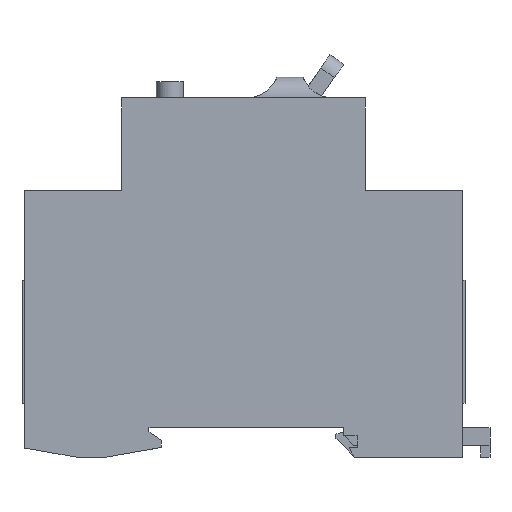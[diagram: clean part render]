
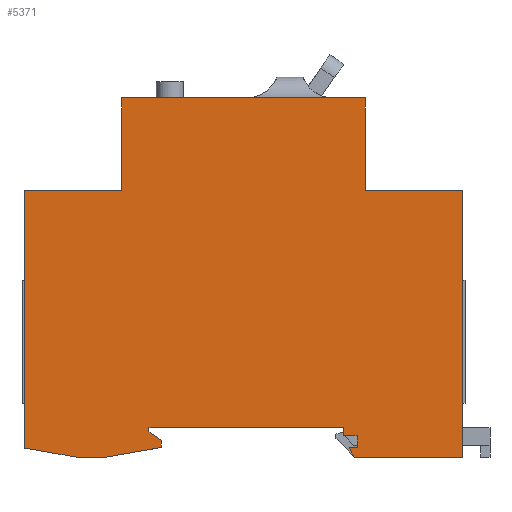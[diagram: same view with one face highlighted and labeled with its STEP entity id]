
A CAD part, left-side view. The second image highlights one B-rep face of the part: STEP entity #5371.
In plain terms, the highlighted planar face has unit normal (-1, 0, 0).
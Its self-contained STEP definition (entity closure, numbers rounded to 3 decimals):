
#62=DIRECTION('',(0.,0.985,-0.173));
#63=VECTOR('',#62,10.56);
#64=CARTESIAN_POINT('',(0.,55.7,1.83));
#65=LINE('',#64,#63);
#70=DIRECTION('',(0.,-1.,0.));
#71=VECTOR('',#70,5.2);
#72=CARTESIAN_POINT('',(0.,71.3,0.));
#73=LINE('',#72,#71);
#77=DIRECTION('',(0.,-0.985,-0.174));
#78=VECTOR('',#77,9.85);
#79=CARTESIAN_POINT('',(0.,81.,1.71));
#80=LINE('',#79,#78);
#84=DIRECTION('',(0.,0.,-1.));
#85=VECTOR('',#84,47.59);
#86=CARTESIAN_POINT('',(0.,81.,49.3));
#87=LINE('',#86,#85);
#91=DIRECTION('',(0.,1.,0.));
#92=VECTOR('',#91,18.);
#93=CARTESIAN_POINT('',(0.,63.,49.3));
#94=LINE('',#93,#92);
#98=DIRECTION('',(0.,0.,-1.));
#99=VECTOR('',#98,17.2);
#100=CARTESIAN_POINT('',(0.,63.,66.5));
#101=LINE('',#100,#99);
#105=DIRECTION('',(0.,1.,0.));
#106=VECTOR('',#105,45.);
#107=CARTESIAN_POINT('',(0.,18.,66.5));
#108=LINE('',#107,#106);
#112=DIRECTION('',(0.,0.,1.));
#113=VECTOR('',#112,17.2);
#114=CARTESIAN_POINT('',(0.,18.,49.3));
#115=LINE('',#114,#113);
#119=DIRECTION('',(0.,1.,0.));
#120=VECTOR('',#119,18.);
#121=CARTESIAN_POINT('',(0.,0.,49.3));
#122=LINE('',#121,#120);
#126=DIRECTION('',(0.,0.,1.));
#127=VECTOR('',#126,49.3);
#128=CARTESIAN_POINT('',(0.,0.,0.));
#129=LINE('',#128,#127);
#133=DIRECTION('',(0.,-1.,0.));
#134=VECTOR('',#133,20.04);
#135=CARTESIAN_POINT('',(0.,20.04,0.));
#136=LINE('',#135,#134);
#140=DIRECTION('',(0.,0.447,0.894));
#141=VECTOR('',#140,2.013);
#142=CARTESIAN_POINT('',(0.,20.04,0.));
#143=LINE('',#142,#141);
#147=DIRECTION('',(0.,-1.,0.));
#148=VECTOR('',#147,1.44);
#149=CARTESIAN_POINT('',(0.,20.94,1.8));
#150=LINE('',#149,#148);
#154=DIRECTION('',(0.,0.,1.));
#155=VECTOR('',#154,2.2);
#156=CARTESIAN_POINT('',(0.,19.5,1.8));
#157=LINE('',#156,#155);
#161=DIRECTION('',(0.,1.,0.));
#162=VECTOR('',#161,2.5);
#163=CARTESIAN_POINT('',(0.,19.5,4.));
#164=LINE('',#163,#162);
#168=DIRECTION('',(0.,0.,1.));
#169=VECTOR('',#168,1.5);
#170=CARTESIAN_POINT('',(0.,22.,4.));
#171=LINE('',#170,#169);
#175=DIRECTION('',(0.,1.,0.));
#176=VECTOR('',#175,36.);
#177=CARTESIAN_POINT('',(0.,22.,5.5));
#178=LINE('',#177,#176);
#182=DIRECTION('',(0.,0.,-1.));
#183=VECTOR('',#182,0.8);
#184=CARTESIAN_POINT('',(0.,58.,5.5));
#185=LINE('',#184,#183);
#189=DIRECTION('',(0.,-0.819,-0.574));
#190=VECTOR('',#189,2.808);
#191=CARTESIAN_POINT('',(0.,58.,4.7));
#192=LINE('',#191,#190);
#196=DIRECTION('',(0.,0.,-1.));
#197=VECTOR('',#196,1.26);
#198=CARTESIAN_POINT('',(0.,55.7,3.09));
#199=LINE('',#198,#197);
#4502=CARTESIAN_POINT('',(0.,81.,49.3));
#4503=CARTESIAN_POINT('',(0.,81.,1.71));
#4504=VERTEX_POINT('',#4502);
#4505=VERTEX_POINT('',#4503);
#4506=CARTESIAN_POINT('',(0.,71.3,0.));
#4507=VERTEX_POINT('',#4506);
#4508=CARTESIAN_POINT('',(0.,0.,0.));
#4509=CARTESIAN_POINT('',(0.,0.,49.3));
#4510=VERTEX_POINT('',#4508);
#4511=VERTEX_POINT('',#4509);
#4512=CARTESIAN_POINT('',(0.,18.,49.3));
#4513=VERTEX_POINT('',#4512);
#4514=CARTESIAN_POINT('',(0.,18.,66.5));
#4515=VERTEX_POINT('',#4514);
#4516=CARTESIAN_POINT('',(0.,63.,66.5));
#4517=VERTEX_POINT('',#4516);
#4518=CARTESIAN_POINT('',(0.,63.,49.3));
#4519=VERTEX_POINT('',#4518);
#4538=CARTESIAN_POINT('',(0.,55.7,1.83));
#4539=CARTESIAN_POINT('',(0.,66.1,0.));
#4540=VERTEX_POINT('',#4538);
#4541=VERTEX_POINT('',#4539);
#4542=CARTESIAN_POINT('',(0.,22.,5.5));
#4543=CARTESIAN_POINT('',(0.,58.,5.5));
#4544=VERTEX_POINT('',#4542);
#4545=VERTEX_POINT('',#4543);
#4546=CARTESIAN_POINT('',(0.,58.,4.7));
#4547=VERTEX_POINT('',#4546);
#4548=CARTESIAN_POINT('',(0.,55.7,3.09));
#4549=VERTEX_POINT('',#4548);
#4562=CARTESIAN_POINT('',(0.,20.04,0.));
#4563=VERTEX_POINT('',#4562);
#4790=CARTESIAN_POINT('',(0.,19.5,1.8));
#4791=CARTESIAN_POINT('',(0.,19.5,4.));
#4792=VERTEX_POINT('',#4790);
#4793=VERTEX_POINT('',#4791);
#4794=CARTESIAN_POINT('',(0.,22.,4.));
#4795=VERTEX_POINT('',#4794);
#4796=CARTESIAN_POINT('',(0.,20.94,1.8));
#4797=VERTEX_POINT('',#4796);
#5324=CARTESIAN_POINT('',(0.,0.,0.));
#5325=DIRECTION('',(-1.,0.,0.));
#5326=DIRECTION('',(0.,0.,1.));
#5327=AXIS2_PLACEMENT_3D('',#5324,#5325,#5326);
#5328=PLANE('',#5327);
#5330=ORIENTED_EDGE('',*,*,#5329,.T.);
#5332=ORIENTED_EDGE('',*,*,#5331,.F.);
#5334=ORIENTED_EDGE('',*,*,#5333,.F.);
#5336=ORIENTED_EDGE('',*,*,#5335,.F.);
#5338=ORIENTED_EDGE('',*,*,#5337,.F.);
#5340=ORIENTED_EDGE('',*,*,#5339,.F.);
#5342=ORIENTED_EDGE('',*,*,#5341,.F.);
#5344=ORIENTED_EDGE('',*,*,#5343,.F.);
#5346=ORIENTED_EDGE('',*,*,#5345,.F.);
#5348=ORIENTED_EDGE('',*,*,#5347,.F.);
#5350=ORIENTED_EDGE('',*,*,#5349,.F.);
#5352=ORIENTED_EDGE('',*,*,#5351,.T.);
#5354=ORIENTED_EDGE('',*,*,#5353,.T.);
#5356=ORIENTED_EDGE('',*,*,#5355,.T.);
#5358=ORIENTED_EDGE('',*,*,#5357,.T.);
#5360=ORIENTED_EDGE('',*,*,#5359,.T.);
#5362=ORIENTED_EDGE('',*,*,#5361,.T.);
#5364=ORIENTED_EDGE('',*,*,#5363,.T.);
#5366=ORIENTED_EDGE('',*,*,#5365,.T.);
#5368=ORIENTED_EDGE('',*,*,#5367,.T.);
#5369=EDGE_LOOP('',(#5330,#5332,#5334,#5336,#5338,#5340,#5342,#5344,#5346,#5348,
#5350,#5352,#5354,#5356,#5358,#5360,#5362,#5364,#5366,#5368));
#5370=FACE_OUTER_BOUND('',#5369,.F.);
#5329=EDGE_CURVE('',#4540,#4541,#65,.T.);
#5331=EDGE_CURVE('',#4507,#4541,#73,.T.);
#5333=EDGE_CURVE('',#4505,#4507,#80,.T.);
#5335=EDGE_CURVE('',#4504,#4505,#87,.T.);
#5337=EDGE_CURVE('',#4519,#4504,#94,.T.);
#5339=EDGE_CURVE('',#4517,#4519,#101,.T.);
#5341=EDGE_CURVE('',#4515,#4517,#108,.T.);
#5343=EDGE_CURVE('',#4513,#4515,#115,.T.);
#5345=EDGE_CURVE('',#4511,#4513,#122,.T.);
#5347=EDGE_CURVE('',#4510,#4511,#129,.T.);
#5349=EDGE_CURVE('',#4563,#4510,#136,.T.);
#5351=EDGE_CURVE('',#4563,#4797,#143,.T.);
#5353=EDGE_CURVE('',#4797,#4792,#150,.T.);
#5355=EDGE_CURVE('',#4792,#4793,#157,.T.);
#5357=EDGE_CURVE('',#4793,#4795,#164,.T.);
#5359=EDGE_CURVE('',#4795,#4544,#171,.T.);
#5361=EDGE_CURVE('',#4544,#4545,#178,.T.);
#5363=EDGE_CURVE('',#4545,#4547,#185,.T.);
#5365=EDGE_CURVE('',#4547,#4549,#192,.T.);
#5367=EDGE_CURVE('',#4549,#4540,#199,.T.);
#5371=ADVANCED_FACE('',(#5370),#5328,.T.);
